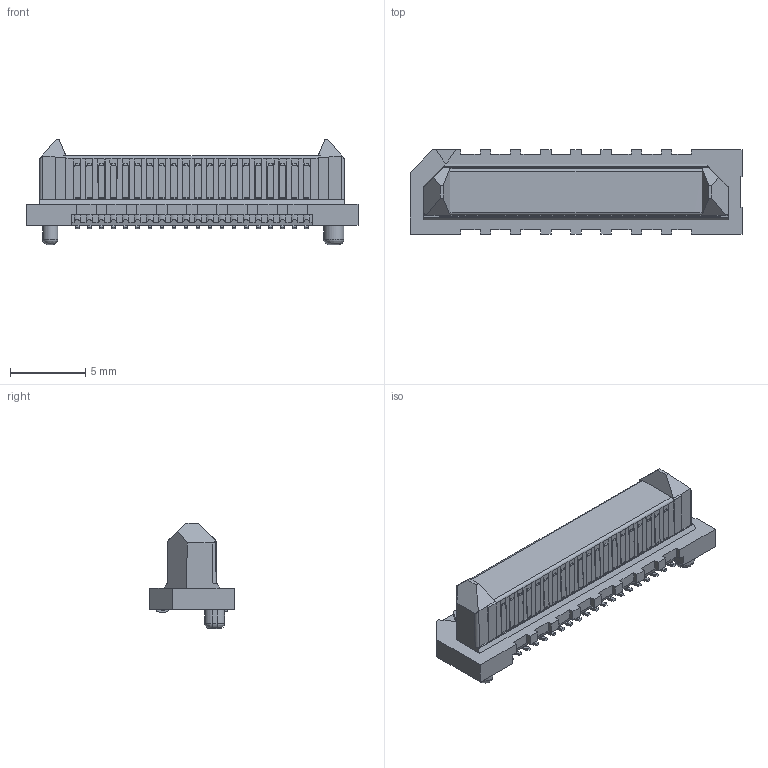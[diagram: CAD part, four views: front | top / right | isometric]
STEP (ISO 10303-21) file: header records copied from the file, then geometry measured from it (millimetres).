
FILE_DESCRIPTION( ('This file contains a STEP AP42 implementation' ,'as created by ZW3D STEP Interface translator.') ,'2;1' );
FILE_NAME( '37505-PM040-020XXR01.stp' ,'231220.172133', (''), ('ZWCAD Software Co.'), 'Version 1.0', 'ZW3D to STEP translator', '' );
FILE_SCHEMA(('AUTOMOTIVE_DESIGN { 1 0 10303 214 1 1 1 1 }'));
Length unit declared in the file: millimetre
Products named in the file (2): 0; 37505-PM040-020XXR01
Bounding box: 22 x 5.6 x 6.97 mm (x, y, z)
Volume: 348.5 mm3; surface area: 520.8 mm2
Topology: 5 solids, 9 shells, 2091 faces, 5097 edges, 3068 vertices
Faces by surface type: plane 1378, cylinder 465, bspline 245, torus 3
Full cylindrical faces by diameter (mm): 1.32 x1
Entity records: 64330 total; most frequent: CARTESIAN_POINT 14512, ORIENTED_EDGE 10384, DIRECTION 9062, EDGE_CURVE 5097, VECTOR 3906, LINE 3906, VERTEX_POINT 3068, AXIS2_PLACEMENT_3D 2578
